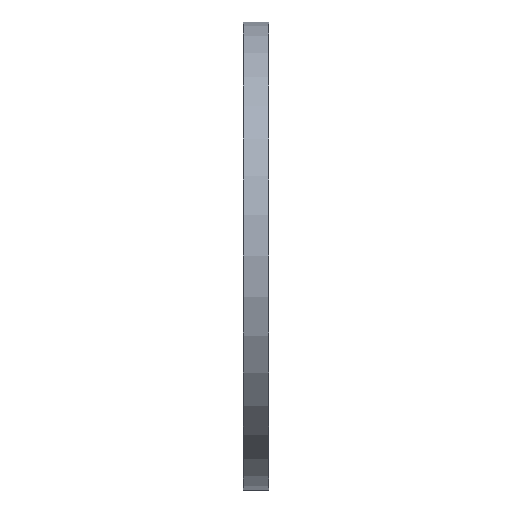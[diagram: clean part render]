
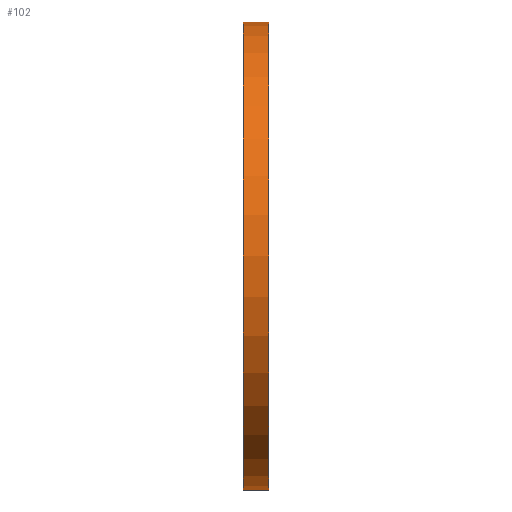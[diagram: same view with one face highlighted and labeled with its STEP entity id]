
A CAD part, left-side view. The second image highlights one B-rep face of the part: STEP entity #102.
In plain terms, the highlighted cylindrical face has radius 110 mm (diameter 220 mm), a partial arc.
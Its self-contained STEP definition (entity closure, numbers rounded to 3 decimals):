
#14 = EDGE_LOOP ( 'NONE', ( #697, #864, #657, #550 ) ) ;
#74 = FACE_OUTER_BOUND ( 'NONE', #14, .T. ) ;
#102 = ADVANCED_FACE ( 'NONE', ( #74 ), #140, .T. ) ;
#119 = CARTESIAN_POINT ( 'NONE',  ( 0., 12., 0. ) ) ;
#129 = DIRECTION ( 'NONE',  ( 0., 1., 0. ) ) ;
#140 = CYLINDRICAL_SURFACE ( 'NONE', #829, 110. ) ;
#164 = LINE ( 'NONE', #439, #533 ) ;
#166 = VERTEX_POINT ( 'NONE', #764 ) ;
#178 = VERTEX_POINT ( 'NONE', #229 ) ;
#225 = DIRECTION ( 'NONE',  ( 0., 1., 0. ) ) ;
#229 = CARTESIAN_POINT ( 'NONE',  ( 0., 0., 110. ) ) ;
#267 = DIRECTION ( 'NONE',  ( 0., 0., 1. ) ) ;
#323 = CARTESIAN_POINT ( 'NONE',  ( 0., 12., -110. ) ) ;
#327 = LINE ( 'NONE', #543, #372 ) ;
#372 = VECTOR ( 'NONE', #129, 1000. ) ;
#414 = EDGE_CURVE ( 'NONE', #489, #166, #491, .T. ) ;
#439 = CARTESIAN_POINT ( 'NONE',  ( 0., 38.545, 110. ) ) ;
#447 = CIRCLE ( 'NONE', #722, 110. ) ;
#454 = EDGE_CURVE ( 'NONE', #740, #178, #447, .T. ) ;
#489 = VERTEX_POINT ( 'NONE', #323 ) ;
#491 = CIRCLE ( 'NONE', #791, 110. ) ;
#510 = CARTESIAN_POINT ( 'NONE',  ( 0., 0., -110. ) ) ;
#533 = VECTOR ( 'NONE', #717, 1000. ) ;
#543 = CARTESIAN_POINT ( 'NONE',  ( 0., 38.545, -110. ) ) ;
#550 = ORIENTED_EDGE ( 'NONE', *, *, #414, .F. ) ;
#572 = CARTESIAN_POINT ( 'NONE',  ( 0., 38.545, 0. ) ) ;
#657 = ORIENTED_EDGE ( 'NONE', *, *, #809, .T. ) ;
#680 = DIRECTION ( 'NONE',  ( 0., 1., 0. ) ) ;
#684 = DIRECTION ( 'NONE',  ( 0., 1., 0. ) ) ;
#697 = ORIENTED_EDGE ( 'NONE', *, *, #823, .F. ) ;
#710 = DIRECTION ( 'NONE',  ( 0., 0., 1. ) ) ;
#717 = DIRECTION ( 'NONE',  ( 0., 1., 0. ) ) ;
#722 = AXIS2_PLACEMENT_3D ( 'NONE', #818, #680, #807 ) ;
#740 = VERTEX_POINT ( 'NONE', #510 ) ;
#764 = CARTESIAN_POINT ( 'NONE',  ( 0., 12., 110. ) ) ;
#791 = AXIS2_PLACEMENT_3D ( 'NONE', #119, #684, #267 ) ;
#807 = DIRECTION ( 'NONE',  ( 0., 0., 1. ) ) ;
#809 = EDGE_CURVE ( 'NONE', #178, #166, #164, .T. ) ;
#818 = CARTESIAN_POINT ( 'NONE',  ( 0., 0., 0. ) ) ;
#823 = EDGE_CURVE ( 'NONE', #740, #489, #327, .T. ) ;
#829 = AXIS2_PLACEMENT_3D ( 'NONE', #572, #225, #710 ) ;
#864 = ORIENTED_EDGE ( 'NONE', *, *, #454, .T. ) ;
